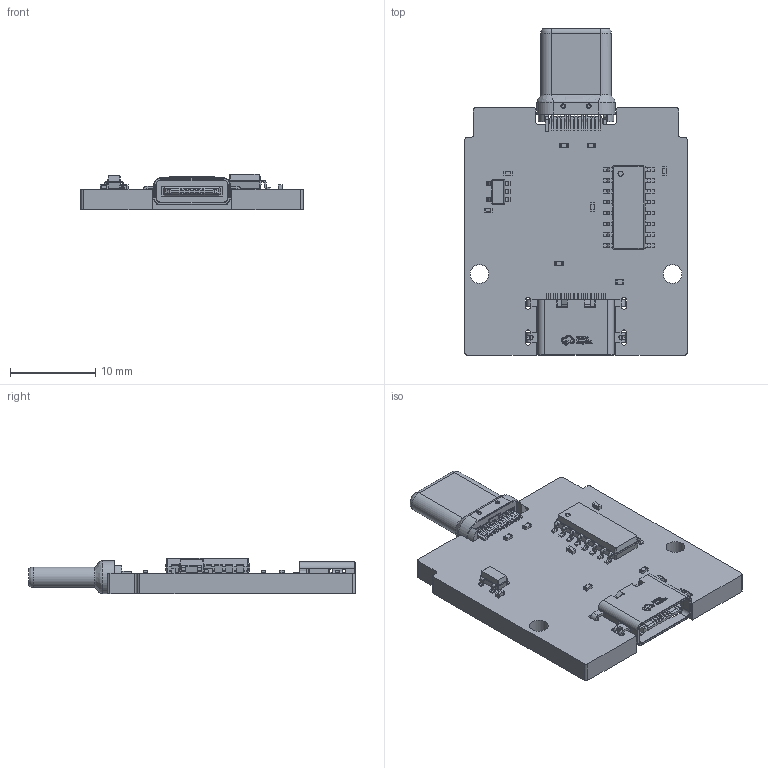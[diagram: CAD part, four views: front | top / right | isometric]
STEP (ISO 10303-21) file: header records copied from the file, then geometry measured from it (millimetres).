
FILE_DESCRIPTION(('KiCad electronic assembly'),'2;1');
FILE_NAME('EC Debug.step','2024-08-05T14:05:48',('Pcbnew'),('Kicad'), 'Open CASCADE STEP processor 7.8','KiCad to STEP converter','Unknown' );
FILE_SCHEMA(('AUTOMOTIVE_DESIGN { 1 0 10303 214 1 1 1 1 }'));
Length unit declared in the file: millimetre
Products named in the file (14): EC Debug 1; R_0402_1005Metric; C_0402_1005Metric; USB-TYPE-C-SMD_GT-USB-7014F; 105444; 1054440001; SOT-23-5; SOT_23_5; SOIC-16_3.9x9.9mm_P1.27mm; SOIC_16_39x99mm_P127mm; EC Debug_PCB
Assembly tree (19 placements, depth 3):
  EC Debug 1
    R_0402_1005Metric  x4
      R_0402_1005Metric
    C_0402_1005Metric  x4
      C_0402_1005Metric
    USB-TYPE-C-SMD_GT-USB-7014F
      USB-TYPE-C-SMD_GT-USB-7014F
    105444
      1054440001
    SOT-23-5
      SOT_23_5
    SOIC-16_3.9x9.9mm_P1.27mm
      SOIC_16_39x99mm_P127mm
    EC Debug_PCB
Bounding box: 26 x 38.2 x 4.2 mm (x, y, z)
Volume: 1933.7 mm3; surface area: 2782.7 mm2
Topology: 41 solids, 41 shells, 2065 faces, 5522 edges, 3707 vertices
Faces by surface type: plane 1524, cylinder 326, bspline 185, torus 16, cone 14
Full cylindrical faces by diameter (mm): 0.6 x1, 2.2 x2
Entity records: 68831 total; most frequent: CARTESIAN_POINT 13355, ORIENTED_EDGE 9996, DIRECTION 8857, EDGE_CURVE 4998, LINE 4187, VECTOR 4187, VERTEX_POINT 3239, AXIS2_PLACEMENT_3D 2335
